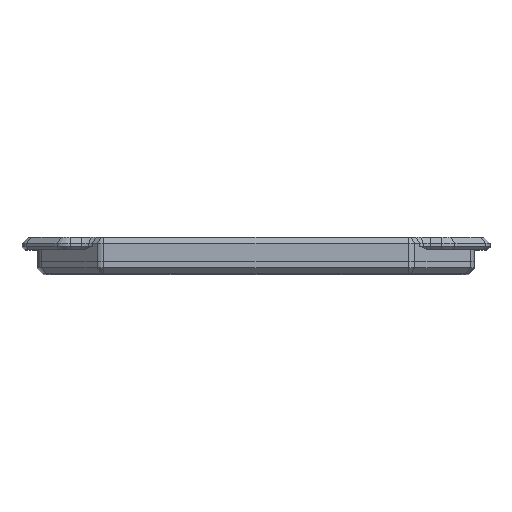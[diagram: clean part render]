
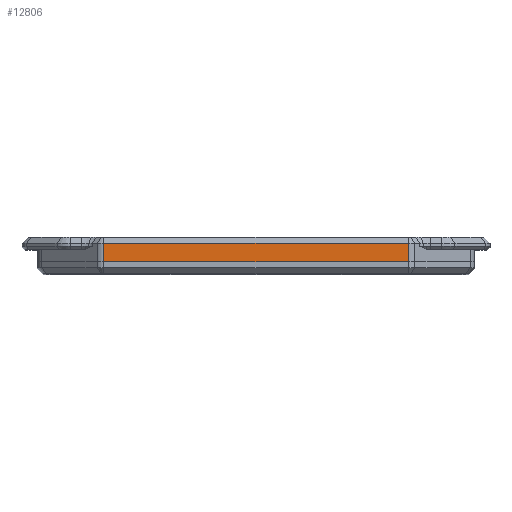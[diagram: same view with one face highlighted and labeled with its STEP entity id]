
A CAD part, top view. The second image highlights one B-rep face of the part: STEP entity #12806.
In plain terms, the highlighted planar face has unit normal (0, 0, 1).
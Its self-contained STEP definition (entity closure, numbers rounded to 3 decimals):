
#897=PLANE('',#13805);
#1487=FACE_OUTER_BOUND('',#2267,.T.);
#2267=EDGE_LOOP('',(#10972,#10973,#10974,#10975));
#3253=LINE('',#24830,#4281);
#3292=LINE('',#25035,#4320);
#3293=LINE('',#25038,#4321);
#3294=LINE('',#25039,#4322);
#4281=VECTOR('',#16157,10.);
#4320=VECTOR('',#16272,10.);
#4321=VECTOR('',#16275,10.);
#4322=VECTOR('',#16276,10.);
#5925=VERTEX_POINT('',#24827);
#5926=VERTEX_POINT('',#24829);
#5997=VERTEX_POINT('',#25033);
#5998=VERTEX_POINT('',#25037);
#7632=EDGE_CURVE('',#5925,#5926,#3253,.T.);
#7712=EDGE_CURVE('',#5997,#5925,#3292,.T.);
#7713=EDGE_CURVE('',#5998,#5997,#3293,.T.);
#7714=EDGE_CURVE('',#5926,#5998,#3294,.T.);
#10972=ORIENTED_EDGE('',*,*,#7632,.F.);
#10973=ORIENTED_EDGE('',*,*,#7712,.F.);
#10974=ORIENTED_EDGE('',*,*,#7713,.F.);
#10975=ORIENTED_EDGE('',*,*,#7714,.F.);
#12806=ADVANCED_FACE('',(#1487),#897,.T.);
#13805=AXIS2_PLACEMENT_3D('',#25036,#16273,#16274);
#16157=DIRECTION('',(-1.,0.,0.));
#16272=DIRECTION('',(0.,-1.,0.));
#16273=DIRECTION('center_axis',(0.,0.,1.));
#16274=DIRECTION('ref_axis',(1.,0.,0.));
#16275=DIRECTION('',(1.,0.,0.));
#16276=DIRECTION('',(0.,1.,0.));
#24827=CARTESIAN_POINT('',(157.685,-156.23,99.35));
#24829=CARTESIAN_POINT('',(137.749,-156.23,99.35));
#24830=CARTESIAN_POINT('',(154.832,-156.23,99.35));
#25033=CARTESIAN_POINT('',(157.685,-155.03,99.35));
#25035=CARTESIAN_POINT('',(157.685,-156.63,99.35));
#25036=CARTESIAN_POINT('Origin',(161.947,-156.63,99.35));
#25037=CARTESIAN_POINT('',(137.749,-155.03,99.35));
#25038=CARTESIAN_POINT('',(154.832,-155.03,99.35));
#25039=CARTESIAN_POINT('',(137.749,-156.63,99.35));
